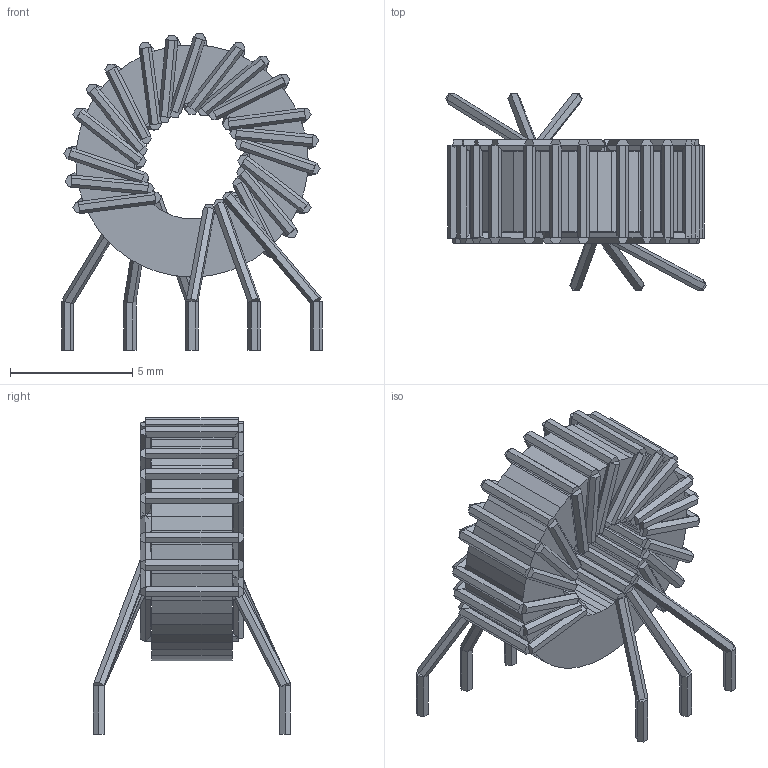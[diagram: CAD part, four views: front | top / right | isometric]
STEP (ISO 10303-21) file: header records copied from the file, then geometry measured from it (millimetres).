
FILE_DESCRIPTION(('FreeCAD Model'),'2;1');
FILE_NAME('Transformer_1P_2S_Toroid_Vertical_D10.5mm_Amidon-FT37_Wide.step','2019-11-18T16:52:54',('Author') ,(''),'Open CASCADE STEP processor 6.9','FreeCAD','Unknown');
FILE_SCHEMA(('AUTOMOTIVE_DESIGN { 1 0 10303 214 1 1 1 1 }'));
Products named in the file (1): union020
Bounding box: 10.66 x 8.06 x 12.96 mm (x, y, z)
Volume: 223.1 mm3; surface area: 704.9 mm2
Topology: 1 solids, 1 shells, 834 faces, 2570 edges, 1683 vertices
Faces by surface type: plane 834
Entity records: 65501 total; most frequent: CARTESIAN_POINT 12034, DIRECTION 7574, LINE 5904, VECTOR 5904, ORIENTED_EDGE 5144, PCURVE 5140, DEFINITIONAL_REPRESENTATION 5140, EDGE_CURVE 2570
